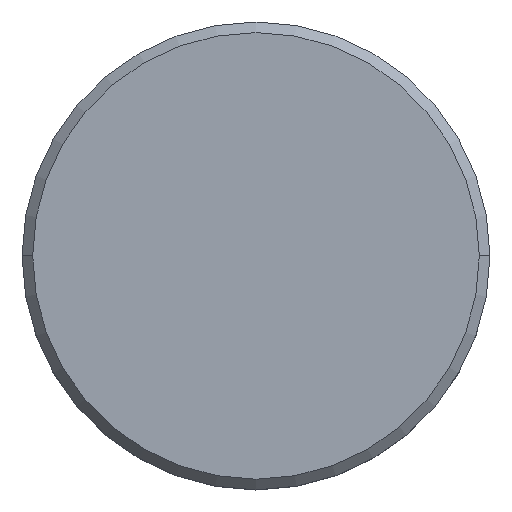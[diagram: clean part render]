
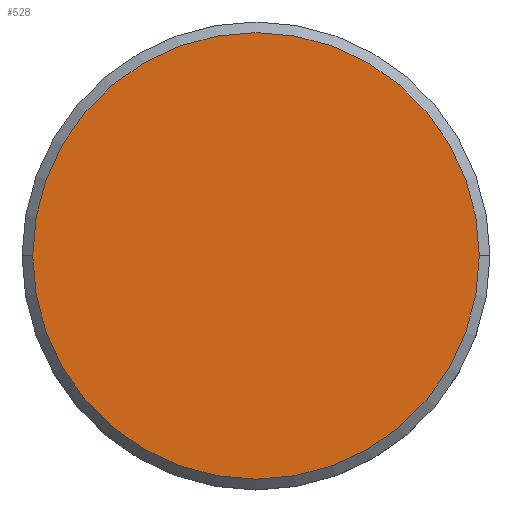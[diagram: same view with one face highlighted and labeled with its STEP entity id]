
A CAD part, top view. The second image highlights one B-rep face of the part: STEP entity #528.
In plain terms, the highlighted planar face has unit normal (0, 0, 1).
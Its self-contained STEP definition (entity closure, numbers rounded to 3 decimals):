
#12 = DIRECTION ( 'NONE',  ( 0., 0., 1. ) ) ;
#53 = CIRCLE ( 'NONE', #208, 10.5 ) ;
#208 = AXIS2_PLACEMENT_3D ( 'NONE', #677, #12, #762 ) ;
#224 = VERTEX_POINT ( 'NONE', #947 ) ;
#255 = EDGE_CURVE ( 'NONE', #960, #224, #53, .T. ) ;
#361 = DIRECTION ( 'NONE',  ( 0., 0., 1. ) ) ;
#528 = ADVANCED_FACE ( 'NONE', ( #786 ), #816, .T. ) ;
#540 = DIRECTION ( 'NONE',  ( 1., 0., 0. ) ) ;
#667 = DIRECTION ( 'NONE',  ( 0., 0., 1. ) ) ;
#677 = CARTESIAN_POINT ( 'NONE',  ( 0., 0., 0. ) ) ;
#679 = AXIS2_PLACEMENT_3D ( 'NONE', #811, #361, #540 ) ;
#707 = ORIENTED_EDGE ( 'NONE', *, *, #879, .T. ) ;
#735 = AXIS2_PLACEMENT_3D ( 'NONE', #862, #667, #1111 ) ;
#762 = DIRECTION ( 'NONE',  ( 1., 0., 0. ) ) ;
#786 = FACE_OUTER_BOUND ( 'NONE', #1079, .T. ) ;
#811 = CARTESIAN_POINT ( 'NONE',  ( 0., 0., 0. ) ) ;
#816 = PLANE ( 'NONE',  #679 ) ;
#851 = CIRCLE ( 'NONE', #735, 10.5 ) ;
#862 = CARTESIAN_POINT ( 'NONE',  ( 0., 0., 0. ) ) ;
#879 = EDGE_CURVE ( 'NONE', #224, #960, #851, .T. ) ;
#915 = ORIENTED_EDGE ( 'NONE', *, *, #255, .T. ) ;
#947 = CARTESIAN_POINT ( 'NONE',  ( 10.5, 0., 0. ) ) ;
#959 = CARTESIAN_POINT ( 'NONE',  ( -10.5, 0., 0. ) ) ;
#960 = VERTEX_POINT ( 'NONE', #959 ) ;
#1079 = EDGE_LOOP ( 'NONE', ( #915, #707 ) ) ;
#1111 = DIRECTION ( 'NONE',  ( 1., 0., 0. ) ) ;
